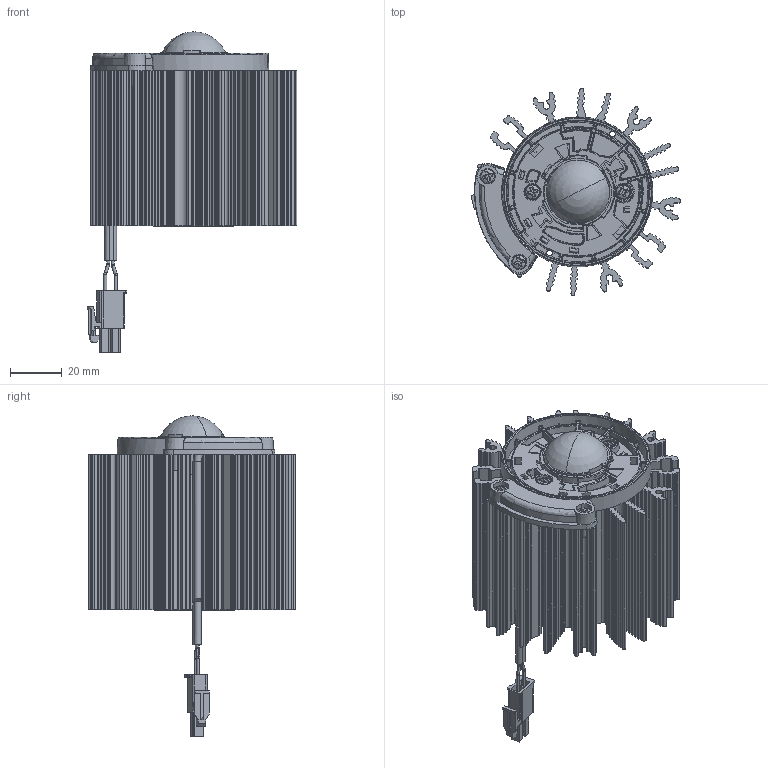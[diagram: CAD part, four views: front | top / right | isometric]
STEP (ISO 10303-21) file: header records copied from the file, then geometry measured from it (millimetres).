
FILE_DESCRIPTION(('Creo Elements/Direct Modeling STEP Export'),'2;1');
FILE_NAME('EVO90_ENGINE.stp','2018-07-23T 7:56:31',(''),(''),'Creo Elements/Direct Modeling STEP processor for AP214 (Solid Model)','Creo Elements/Direct Modeling 20.0B 07-Aug-2017 (C) Parametric Technology GmbH','');
FILE_SCHEMA(('AUTOMOTIVE_DESIGN { 1 0 10303 214 1 1 1 1 }'));
Length unit declared in the file: millimetre
Products named in the file (26): dissipatore_D80; CAVO.1; puntale.1.1; cavo_1; cop_maschio.1; puntale.1; connettore; DMS18C; cavo_rosso.2; cavo_nero; CAVO-BIP_PIA; g3; cablaggi; LED_cablato; LED_ENGINE; etichetta.1; diffusore_sferico.1; HOLDER_28X28; COP_SRC_EVO; EVO90
Assembly tree (25 placements, depth 7):
  EVO90
    COP_SRC_EVO
    HOLDER_28X28
    diffusore_sferico.1
    etichetta.1
    LED_ENGINE
      LED_cablato
        cablaggi
          connettore
            cavo_1
            g3
              puntale.1
              cop_maschio.1
              puntale.1.1
            CAVO.1
          CAVO-BIP_PIA
          cavo_nero
          cavo_rosso.2
        DMS18C
      connettore
        puntale.1
        cop_maschio.1
        cavo_1
        puntale.1.1
        CAVO.1
    dissipatore_D80
Bounding box: 81.14 x 79.92 x 123.76 mm (x, y, z)
Volume: 128096.4 mm3; surface area: 96080.9 mm2
Topology: 16 solids, 17 shells, 3438 faces, 9760 edges, 6360 vertices
Faces by surface type: plane 2004, cylinder 695, bspline 385, cone 157, torus 137, sphere 52, revolution 8
Entity records: 147348 total; most frequent: CARTESIAN_POINT 62910, ORIENTED_EDGE 19468, DIRECTION 14486, EDGE_CURVE 9735, VERTEX_POINT 6360, VECTOR 5570, LINE 5570, AXIS2_PLACEMENT_3D 4453
